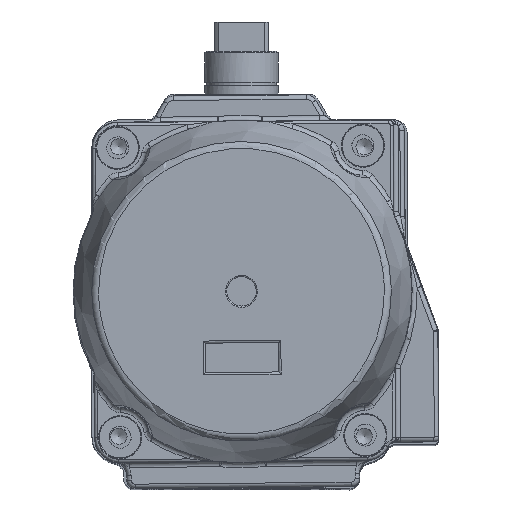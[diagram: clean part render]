
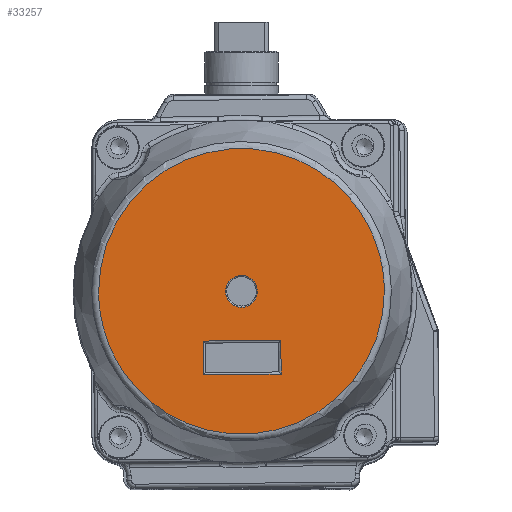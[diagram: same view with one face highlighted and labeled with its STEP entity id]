
A CAD part, top view. The second image highlights one B-rep face of the part: STEP entity #33257.
In plain terms, the highlighted face is planar.
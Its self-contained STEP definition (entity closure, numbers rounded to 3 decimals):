
#677=(
BOUNDED_CURVE()
B_SPLINE_CURVE(3,(#64572,#64573,#64574,#64575),.UNSPECIFIED.,.F.,.F.)
B_SPLINE_CURVE_WITH_KNOTS((4,4),(0.501,1.001),
 .UNSPECIFIED.)
CURVE()
GEOMETRIC_REPRESENTATION_ITEM()
RATIONAL_B_SPLINE_CURVE((1.,0.333,0.333,1.))
REPRESENTATION_ITEM('')
);
#678=(
BOUNDED_CURVE()
B_SPLINE_CURVE(3,(#64578,#64579,#64580,#64581),.UNSPECIFIED.,.F.,.F.)
B_SPLINE_CURVE_WITH_KNOTS((4,4),(0.001,0.501),
 .UNSPECIFIED.)
CURVE()
GEOMETRIC_REPRESENTATION_ITEM()
RATIONAL_B_SPLINE_CURVE((1.,0.333,0.333,1.))
REPRESENTATION_ITEM('')
);
#2033=B_SPLINE_CURVE_WITH_KNOTS('',3,(#64585,#64586,#64587,#64588,#64589,
#64590,#64591,#64592,#64593,#64594,#64595,#64596,#64597,#64598,#64599,#64600,
#64601,#64602,#64603,#64604,#64605,#64606,#64607,#64608,#64609,#64610,#64611,
#64612,#64613,#64614,#64615,#64616,#64617,#64618,#64619,#64620,#64621,#64622,
#64623,#64624,#64625,#64626,#64627,#64628,#64629,#64630,#64631,#64632,#64633,
#64634,#64635,#64636,#64637,#64638,#64639,#64640,#64641,#64642,#64643,#64644,
#64645,#64646,#64647,#64648,#64649,#64650,#64651,#64652,#64653,#64654,#64655,
#64656,#64657,#64658,#64659,#64660,#64661,#64662,#64663,#64664,#64665,#64666,
#64667,#64668,#64669,#64670),.UNSPECIFIED.,.F.,.F.,(4,1,1,1,2,2,1,1,2,2,
1,2,2,2,1,1,2,2,1,1,1,2,2,1,1,1,2,2,2,1,1,1,2,2,1,1,2,2,1,2,2,2,1,1,2,2,
1,1,1,2,2,1,1,1,2,2,4),(0.5,0.516,0.523,0.527,0.529,0.531,
0.547,0.555,0.559,0.563,
0.578,0.586,0.594,0.625,
0.641,0.648,0.652,0.656,
0.672,0.68,0.684,0.686,
0.688,0.703,0.711,0.715,
0.717,0.719,0.75,0.766,
0.773,0.777,0.779,0.781,0.797,0.805,0.809,
0.813,0.828,0.836,0.844,0.875,0.891,0.898,
0.902,0.906,0.922,0.93,
0.934,0.936,0.938,0.953,0.961,
0.965,0.967,0.969,1.),.UNSPECIFIED.);
#3614=LINE('',#64304,#5325);
#3615=LINE('',#64310,#5326);
#3616=LINE('',#64314,#5327);
#3617=LINE('',#64316,#5328);
#5325=VECTOR('',#40494,1000.);
#5326=VECTOR('',#40501,1000.);
#5327=VECTOR('',#40506,1000.);
#5328=VECTOR('',#40509,1000.);
#10494=ORIENTED_EDGE('',*,*,#18886,.F.);
#10495=ORIENTED_EDGE('',*,*,#18887,.F.);
#10496=ORIENTED_EDGE('',*,*,#18888,.T.);
#10497=ORIENTED_EDGE('',*,*,#18889,.T.);
#10498=ORIENTED_EDGE('',*,*,#18876,.T.);
#10499=ORIENTED_EDGE('',*,*,#18877,.T.);
#10500=ORIENTED_EDGE('',*,*,#18871,.T.);
#10501=ORIENTED_EDGE('',*,*,#18874,.T.);
#18871=EDGE_CURVE('',#23348,#23347,#3614,.T.);
#18874=EDGE_CURVE('',#23347,#23349,#3615,.T.);
#18876=EDGE_CURVE('',#23349,#23350,#3616,.T.);
#18877=EDGE_CURVE('',#23350,#23348,#3617,.T.);
#18886=EDGE_CURVE('',#23359,#23360,#677,.T.);
#18887=EDGE_CURVE('',#23360,#23359,#678,.T.);
#18888=EDGE_CURVE('',#23361,#23362,#25932,.T.);
#18889=EDGE_CURVE('',#23362,#23361,#2033,.T.);
#23347=VERTEX_POINT('',#64303);
#23348=VERTEX_POINT('',#64305);
#23349=VERTEX_POINT('',#64309);
#23350=VERTEX_POINT('',#64313);
#23359=VERTEX_POINT('',#64576);
#23360=VERTEX_POINT('',#64577);
#23361=VERTEX_POINT('',#64583);
#23362=VERTEX_POINT('',#64584);
#25932=CIRCLE('',#35750,6.5);
#27898=EDGE_LOOP('',(#10494,#10495));
#27899=EDGE_LOOP('',(#10496,#10497));
#27900=EDGE_LOOP('',(#10498,#10499,#10500,#10501));
#30403=FACE_BOUND('',#27898,.T.);
#30404=FACE_BOUND('',#27899,.T.);
#30405=FACE_BOUND('',#27900,.T.);
#32135=PLANE('',#35749);
#33257=ADVANCED_FACE('',(#30403,#30404,#30405),#32135,.T.);
#35749=AXIS2_PLACEMENT_3D('',#64571,#40526,#40527);
#35750=AXIS2_PLACEMENT_3D('',#64582,#40528,#40529);
#40494=DIRECTION('',(1.,0.,0.));
#40501=DIRECTION('',(0.,1.,0.));
#40506=DIRECTION('',(-1.,0.,0.));
#40509=DIRECTION('',(0.,-1.,0.));
#40526=DIRECTION('',(0.,0.,-1.));
#40527=DIRECTION('',(-1.,0.,0.));
#40528=DIRECTION('',(0.,0.,1.));
#40529=DIRECTION('',(-1.,0.,0.));
#64303=CARTESIAN_POINT('',(15.866,-33.866,-46.5));
#64304=CARTESIAN_POINT('',(0.,-33.866,-46.5));
#64305=CARTESIAN_POINT('',(-15.866,-33.866,-46.5));
#64309=CARTESIAN_POINT('',(15.866,-20.134,-46.5));
#64310=CARTESIAN_POINT('',(15.866,0.,-46.5));
#64313=CARTESIAN_POINT('',(-15.866,-20.134,-46.5));
#64314=CARTESIAN_POINT('',(0.,-20.134,-46.5));
#64316=CARTESIAN_POINT('',(-15.866,0.,-46.5));
#64571=CARTESIAN_POINT('',(0.,0.,-46.5));
#64572=CARTESIAN_POINT('',(-58.25,-0.325,-46.5));
#64573=CARTESIAN_POINT('',(-57.601,-116.826,-46.5));
#64574=CARTESIAN_POINT('',(58.9,-116.176,-46.5));
#64575=CARTESIAN_POINT('',(58.25,0.325,-46.5));
#64576=CARTESIAN_POINT('',(-58.25,-0.325,-46.5));
#64577=CARTESIAN_POINT('',(58.25,0.325,-46.5));
#64578=CARTESIAN_POINT('',(58.25,0.325,-46.5));
#64579=CARTESIAN_POINT('',(57.601,116.826,-46.5));
#64580=CARTESIAN_POINT('',(-58.9,116.176,-46.5));
#64581=CARTESIAN_POINT('',(-58.25,-0.325,-46.5));
#64582=CARTESIAN_POINT('',(0.,0.,-46.5));
#64583=CARTESIAN_POINT('',(-6.5,0.,-46.5));
#64584=CARTESIAN_POINT('',(6.5,0.,-46.5));
#64585=CARTESIAN_POINT('',(6.5,0.,-46.5));
#64586=CARTESIAN_POINT('',(6.5,0.199,-46.5));
#64587=CARTESIAN_POINT('',(6.486,0.495,-46.5));
#64588=CARTESIAN_POINT('',(6.447,0.84,-46.5));
#64589=CARTESIAN_POINT('',(6.421,1.011,-46.5));
#64590=CARTESIAN_POINT('',(6.409,1.085,-46.5));
#64591=CARTESIAN_POINT('',(6.4,1.134,-46.5));
#64592=CARTESIAN_POINT('',(6.396,1.157,-46.5));
#64593=CARTESIAN_POINT('',(6.353,1.39,-46.5));
#64594=CARTESIAN_POINT('',(6.281,1.696,-46.5));
#64595=CARTESIAN_POINT('',(6.171,2.047,-46.5));
#64596=CARTESIAN_POINT('',(6.118,2.196,-46.5));
#64597=CARTESIAN_POINT('',(6.082,2.294,-46.5));
#64598=CARTESIAN_POINT('',(6.064,2.342,-46.5));
#64599=CARTESIAN_POINT('',(5.963,2.597,-46.5));
#64600=CARTESIAN_POINT('',(5.827,2.895,-46.5));
#64601=CARTESIAN_POINT('',(5.669,3.183,-46.5));
#64602=CARTESIAN_POINT('',(5.558,3.372,-46.5));
#64603=CARTESIAN_POINT('',(5.502,3.463,-46.5));
#64604=CARTESIAN_POINT('',(5.195,3.932,-46.5));
#64605=CARTESIAN_POINT('',(4.913,4.279,-46.5));
#64606=CARTESIAN_POINT('',(4.438,4.755,-46.5));
#64607=CARTESIAN_POINT('',(4.189,4.979,-46.5));
#64608=CARTESIAN_POINT('',(3.879,5.218,-46.5));
#64609=CARTESIAN_POINT('',(3.742,5.315,-46.5));
#64610=CARTESIAN_POINT('',(3.65,5.378,-46.5));
#64611=CARTESIAN_POINT('',(3.603,5.41,-46.5));
#64612=CARTESIAN_POINT('',(3.373,5.561,-46.5));
#64613=CARTESIAN_POINT('',(3.09,5.726,-46.5));
#64614=CARTESIAN_POINT('',(2.746,5.893,-46.5));
#64615=CARTESIAN_POINT('',(2.57,5.971,-46.5));
#64616=CARTESIAN_POINT('',(2.494,6.002,-46.5));
#64617=CARTESIAN_POINT('',(2.444,6.023,-46.5));
#64618=CARTESIAN_POINT('',(2.417,6.034,-46.5));
#64619=CARTESIAN_POINT('',(2.197,6.121,-46.5));
#64620=CARTESIAN_POINT('',(1.899,6.223,-46.5));
#64621=CARTESIAN_POINT('',(1.543,6.316,-46.5));
#64622=CARTESIAN_POINT('',(1.364,6.356,-46.5));
#64623=CARTESIAN_POINT('',(1.286,6.372,-46.5));
#64624=CARTESIAN_POINT('',(1.235,6.382,-46.5));
#64625=CARTESIAN_POINT('',(1.207,6.387,-46.5));
#64626=CARTESIAN_POINT('',(0.792,6.464,-46.5));
#64627=CARTESIAN_POINT('',(0.397,6.5,-46.5));
#64628=CARTESIAN_POINT('',(-0.199,6.5,-46.5));
#64629=CARTESIAN_POINT('',(-0.495,6.486,-46.5));
#64630=CARTESIAN_POINT('',(-0.84,6.447,-46.5));
#64631=CARTESIAN_POINT('',(-1.011,6.421,-46.5));
#64632=CARTESIAN_POINT('',(-1.085,6.409,-46.5));
#64633=CARTESIAN_POINT('',(-1.134,6.4,-46.5));
#64634=CARTESIAN_POINT('',(-1.157,6.396,-46.5));
#64635=CARTESIAN_POINT('',(-1.39,6.353,-46.5));
#64636=CARTESIAN_POINT('',(-1.696,6.281,-46.5));
#64637=CARTESIAN_POINT('',(-2.047,6.171,-46.5));
#64638=CARTESIAN_POINT('',(-2.196,6.118,-46.5));
#64639=CARTESIAN_POINT('',(-2.294,6.082,-46.5));
#64640=CARTESIAN_POINT('',(-2.342,6.064,-46.5));
#64641=CARTESIAN_POINT('',(-2.597,5.963,-46.5));
#64642=CARTESIAN_POINT('',(-2.895,5.827,-46.5));
#64643=CARTESIAN_POINT('',(-3.183,5.669,-46.5));
#64644=CARTESIAN_POINT('',(-3.372,5.558,-46.5));
#64645=CARTESIAN_POINT('',(-3.463,5.502,-46.5));
#64646=CARTESIAN_POINT('',(-3.932,5.195,-46.5));
#64647=CARTESIAN_POINT('',(-4.279,4.913,-46.5));
#64648=CARTESIAN_POINT('',(-4.755,4.438,-46.5));
#64649=CARTESIAN_POINT('',(-4.979,4.189,-46.5));
#64650=CARTESIAN_POINT('',(-5.218,3.879,-46.5));
#64651=CARTESIAN_POINT('',(-5.315,3.742,-46.5));
#64652=CARTESIAN_POINT('',(-5.378,3.65,-46.5));
#64653=CARTESIAN_POINT('',(-5.41,3.603,-46.5));
#64654=CARTESIAN_POINT('',(-5.561,3.373,-46.5));
#64655=CARTESIAN_POINT('',(-5.726,3.09,-46.5));
#64656=CARTESIAN_POINT('',(-5.893,2.746,-46.5));
#64657=CARTESIAN_POINT('',(-5.971,2.57,-46.5));
#64658=CARTESIAN_POINT('',(-6.002,2.494,-46.5));
#64659=CARTESIAN_POINT('',(-6.023,2.444,-46.5));
#64660=CARTESIAN_POINT('',(-6.034,2.417,-46.5));
#64661=CARTESIAN_POINT('',(-6.121,2.197,-46.5));
#64662=CARTESIAN_POINT('',(-6.223,1.899,-46.5));
#64663=CARTESIAN_POINT('',(-6.316,1.543,-46.5));
#64664=CARTESIAN_POINT('',(-6.356,1.364,-46.5));
#64665=CARTESIAN_POINT('',(-6.372,1.286,-46.5));
#64666=CARTESIAN_POINT('',(-6.382,1.235,-46.5));
#64667=CARTESIAN_POINT('',(-6.387,1.207,-46.5));
#64668=CARTESIAN_POINT('',(-6.464,0.792,-46.5));
#64669=CARTESIAN_POINT('',(-6.5,0.398,-46.5));
#64670=CARTESIAN_POINT('',(-6.5,0.,-46.5));
